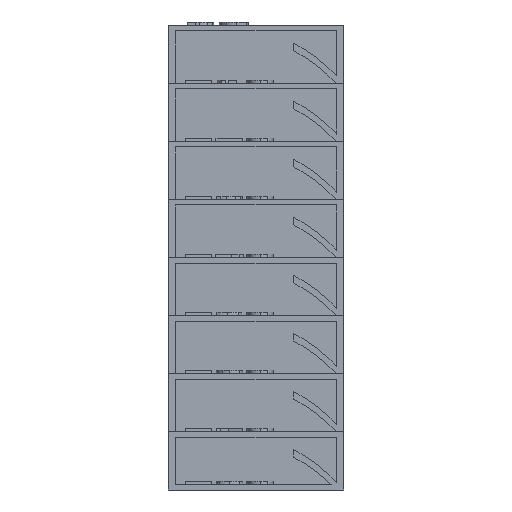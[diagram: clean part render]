
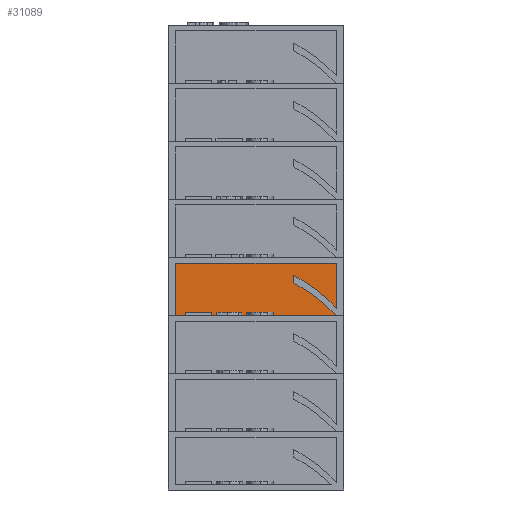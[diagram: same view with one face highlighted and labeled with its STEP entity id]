
A CAD part, front view. The second image highlights one B-rep face of the part: STEP entity #31089.
In plain terms, the highlighted planar face has unit normal (0, -1, 0).
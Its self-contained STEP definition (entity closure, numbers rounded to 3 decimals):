
#30146 = PLANE('',#30147);
#30147 = AXIS2_PLACEMENT_3D('',#30148,#30149,#30150);
#30148 = CARTESIAN_POINT('',(0.,2.331,29.7));
#30149 = DIRECTION('',(0.,0.,1.));
#30150 = DIRECTION('',(1.,0.,0.));
#30283 = VERTEX_POINT('',#30284);
#30284 = CARTESIAN_POINT('',(13.7,3.7,29.7));
#30298 = PLANE('',#30299);
#30299 = AXIS2_PLACEMENT_3D('',#30300,#30301,#30302);
#30300 = CARTESIAN_POINT('',(13.7,-5.,29.7));
#30301 = DIRECTION('',(-1.,0.,0.));
#30302 = DIRECTION('',(0.,1.,0.));
#30310 = EDGE_CURVE('',#30283,#30311,#30313,.T.);
#30311 = VERTEX_POINT('',#30312);
#30312 = CARTESIAN_POINT('',(-13.7,3.7,29.7));
#30313 = SURFACE_CURVE('',#30314,(#30318,#30325),.PCURVE_S1.);
#30314 = LINE('',#30315,#30316);
#30315 = CARTESIAN_POINT('',(13.7,3.7,29.7));
#30316 = VECTOR('',#30317,1.);
#30317 = DIRECTION('',(-1.,0.,0.));
#30318 = PCURVE('',#30146,#30319);
#30319 = DEFINITIONAL_REPRESENTATION('',(#30320),#30324);
#30320 = LINE('',#30321,#30322);
#30321 = CARTESIAN_POINT('',(13.7,1.369));
#30322 = VECTOR('',#30323,1.);
#30323 = DIRECTION('',(-1.,0.));
#30324 = ( GEOMETRIC_REPRESENTATION_CONTEXT(2) 
PARAMETRIC_REPRESENTATION_CONTEXT() REPRESENTATION_CONTEXT('2D SPACE',''
  ) );
#30325 = PCURVE('',#30326,#30331);
#30326 = PLANE('',#30327);
#30327 = AXIS2_PLACEMENT_3D('',#30328,#30329,#30330);
#30328 = CARTESIAN_POINT('',(13.7,3.7,29.7));
#30329 = DIRECTION('',(0.,-1.,0.));
#30330 = DIRECTION('',(-1.,0.,0.));
#30331 = DEFINITIONAL_REPRESENTATION('',(#30332),#30336);
#30332 = LINE('',#30333,#30334);
#30333 = CARTESIAN_POINT('',(0.,-0.));
#30334 = VECTOR('',#30335,1.);
#30335 = DIRECTION('',(1.,0.));
#30336 = ( GEOMETRIC_REPRESENTATION_CONTEXT(2) 
PARAMETRIC_REPRESENTATION_CONTEXT() REPRESENTATION_CONTEXT('2D SPACE',''
  ) );
#30354 = PLANE('',#30355);
#30355 = AXIS2_PLACEMENT_3D('',#30356,#30357,#30358);
#30356 = CARTESIAN_POINT('',(-13.7,3.7,29.7));
#30357 = DIRECTION('',(1.,0.,0.));
#30358 = DIRECTION('',(0.,-1.,0.));
#30639 = PLANE('',#30640);
#30640 = AXIS2_PLACEMENT_3D('',#30641,#30642,#30643);
#30641 = CARTESIAN_POINT('',(0.,0.,38.7));
#30642 = DIRECTION('',(0.,0.,1.));
#30643 = DIRECTION('',(1.,0.,0.));
#31046 = VERTEX_POINT('',#31047);
#31047 = CARTESIAN_POINT('',(13.7,3.7,38.7));
#31068 = EDGE_CURVE('',#30283,#31046,#31069,.T.);
#31069 = SURFACE_CURVE('',#31070,(#31074,#31081),.PCURVE_S1.);
#31070 = LINE('',#31071,#31072);
#31071 = CARTESIAN_POINT('',(13.7,3.7,29.7));
#31072 = VECTOR('',#31073,1.);
#31073 = DIRECTION('',(0.,0.,1.));
#31074 = PCURVE('',#30298,#31075);
#31075 = DEFINITIONAL_REPRESENTATION('',(#31076),#31080);
#31076 = LINE('',#31077,#31078);
#31077 = CARTESIAN_POINT('',(8.7,0.));
#31078 = VECTOR('',#31079,1.);
#31079 = DIRECTION('',(0.,-1.));
#31080 = ( GEOMETRIC_REPRESENTATION_CONTEXT(2) 
PARAMETRIC_REPRESENTATION_CONTEXT() REPRESENTATION_CONTEXT('2D SPACE',''
  ) );
#31081 = PCURVE('',#30326,#31082);
#31082 = DEFINITIONAL_REPRESENTATION('',(#31083),#31087);
#31083 = LINE('',#31084,#31085);
#31084 = CARTESIAN_POINT('',(0.,-0.));
#31085 = VECTOR('',#31086,1.);
#31086 = DIRECTION('',(0.,-1.));
#31087 = ( GEOMETRIC_REPRESENTATION_CONTEXT(2) 
PARAMETRIC_REPRESENTATION_CONTEXT() REPRESENTATION_CONTEXT('2D SPACE',''
  ) );
#31089 = ADVANCED_FACE('',(#31090),#30326,.T.);
#31090 = FACE_BOUND('',#31091,.T.);
#31091 = EDGE_LOOP('',(#31092,#31093,#31094,#31117));
#31092 = ORIENTED_EDGE('',*,*,#30310,.F.);
#31093 = ORIENTED_EDGE('',*,*,#31068,.T.);
#31094 = ORIENTED_EDGE('',*,*,#31095,.T.);
#31095 = EDGE_CURVE('',#31046,#31096,#31098,.T.);
#31096 = VERTEX_POINT('',#31097);
#31097 = CARTESIAN_POINT('',(-13.7,3.7,38.7));
#31098 = SURFACE_CURVE('',#31099,(#31103,#31110),.PCURVE_S1.);
#31099 = LINE('',#31100,#31101);
#31100 = CARTESIAN_POINT('',(6.85,3.7,38.7));
#31101 = VECTOR('',#31102,1.);
#31102 = DIRECTION('',(-1.,0.,0.));
#31103 = PCURVE('',#30326,#31104);
#31104 = DEFINITIONAL_REPRESENTATION('',(#31105),#31109);
#31105 = LINE('',#31106,#31107);
#31106 = CARTESIAN_POINT('',(6.85,-9.));
#31107 = VECTOR('',#31108,1.);
#31108 = DIRECTION('',(1.,0.));
#31109 = ( GEOMETRIC_REPRESENTATION_CONTEXT(2) 
PARAMETRIC_REPRESENTATION_CONTEXT() REPRESENTATION_CONTEXT('2D SPACE',''
  ) );
#31110 = PCURVE('',#30639,#31111);
#31111 = DEFINITIONAL_REPRESENTATION('',(#31112),#31116);
#31112 = LINE('',#31113,#31114);
#31113 = CARTESIAN_POINT('',(6.85,3.7));
#31114 = VECTOR('',#31115,1.);
#31115 = DIRECTION('',(-1.,0.));
#31116 = ( GEOMETRIC_REPRESENTATION_CONTEXT(2) 
PARAMETRIC_REPRESENTATION_CONTEXT() REPRESENTATION_CONTEXT('2D SPACE',''
  ) );
#31117 = ORIENTED_EDGE('',*,*,#31118,.F.);
#31118 = EDGE_CURVE('',#30311,#31096,#31119,.T.);
#31119 = SURFACE_CURVE('',#31120,(#31124,#31131),.PCURVE_S1.);
#31120 = LINE('',#31121,#31122);
#31121 = CARTESIAN_POINT('',(-13.7,3.7,29.7));
#31122 = VECTOR('',#31123,1.);
#31123 = DIRECTION('',(0.,0.,1.));
#31124 = PCURVE('',#30326,#31125);
#31125 = DEFINITIONAL_REPRESENTATION('',(#31126),#31130);
#31126 = LINE('',#31127,#31128);
#31127 = CARTESIAN_POINT('',(27.4,0.));
#31128 = VECTOR('',#31129,1.);
#31129 = DIRECTION('',(0.,-1.));
#31130 = ( GEOMETRIC_REPRESENTATION_CONTEXT(2) 
PARAMETRIC_REPRESENTATION_CONTEXT() REPRESENTATION_CONTEXT('2D SPACE',''
  ) );
#31131 = PCURVE('',#30354,#31132);
#31132 = DEFINITIONAL_REPRESENTATION('',(#31133),#31137);
#31133 = LINE('',#31134,#31135);
#31134 = CARTESIAN_POINT('',(0.,0.));
#31135 = VECTOR('',#31136,1.);
#31136 = DIRECTION('',(0.,-1.));
#31137 = ( GEOMETRIC_REPRESENTATION_CONTEXT(2) 
PARAMETRIC_REPRESENTATION_CONTEXT() REPRESENTATION_CONTEXT('2D SPACE',''
  ) );
